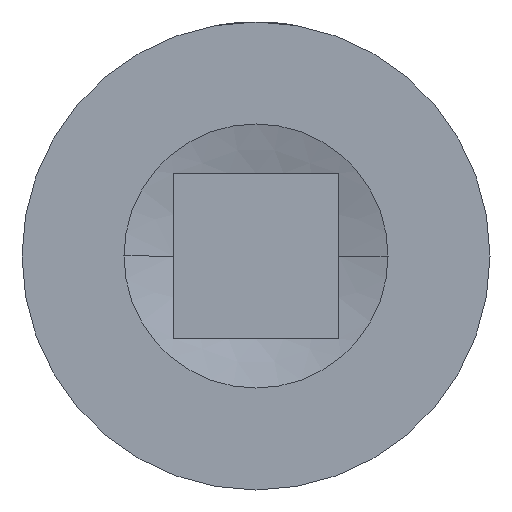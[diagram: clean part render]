
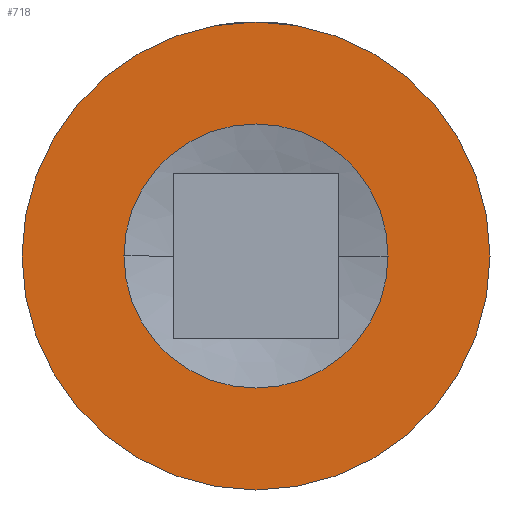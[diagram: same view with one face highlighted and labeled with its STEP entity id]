
A CAD part, front view. The second image highlights one B-rep face of the part: STEP entity #718.
In plain terms, the highlighted planar face has unit normal (0, -1, 0).
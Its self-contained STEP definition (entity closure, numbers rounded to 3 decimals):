
#44 = DIRECTION ( 'NONE',  ( 1., 0., 0. ) ) ;
#71 = CIRCLE ( 'NONE', #1401, 18. ) ;
#82 = VERTEX_POINT ( 'NONE', #490 ) ;
#157 = DIRECTION ( 'NONE',  ( 0., -1., 0. ) ) ;
#166 = PLANE ( 'NONE',  #1057 ) ;
#234 = EDGE_CURVE ( 'NONE', #1571, #82, #1140, .T. ) ;
#290 = FACE_OUTER_BOUND ( 'NONE', #541, .T. ) ;
#303 = DIRECTION ( 'NONE',  ( 0., -1., 0. ) ) ;
#305 = CIRCLE ( 'NONE', #608, 18. ) ;
#381 = VERTEX_POINT ( 'NONE', #1308 ) ;
#404 = DIRECTION ( 'NONE',  ( 1., 0., 0. ) ) ;
#490 = CARTESIAN_POINT ( 'NONE',  ( -10.16, 0., 0. ) ) ;
#541 = EDGE_LOOP ( 'NONE', ( #631, #973 ) ) ;
#547 = CARTESIAN_POINT ( 'NONE',  ( 0., 0., 0. ) ) ;
#553 = CARTESIAN_POINT ( 'NONE',  ( 0., 0., 0. ) ) ;
#608 = AXIS2_PLACEMENT_3D ( 'NONE', #553, #1563, #668 ) ;
#631 = ORIENTED_EDGE ( 'NONE', *, *, #1085, .T. ) ;
#668 = DIRECTION ( 'NONE',  ( 1., 0., 0. ) ) ;
#682 = AXIS2_PLACEMENT_3D ( 'NONE', #693, #303, #1061 ) ;
#689 = EDGE_CURVE ( 'NONE', #381, #1417, #71, .T. ) ;
#693 = CARTESIAN_POINT ( 'NONE',  ( 0., 0., 0. ) ) ;
#718 = ADVANCED_FACE ( 'NONE', ( #290, #1045 ), #166, .T. ) ;
#773 = EDGE_LOOP ( 'NONE', ( #1229, #1593 ) ) ;
#897 = CARTESIAN_POINT ( 'NONE',  ( 18., 0., 0. ) ) ;
#973 = ORIENTED_EDGE ( 'NONE', *, *, #689, .T. ) ;
#1036 = EDGE_CURVE ( 'NONE', #82, #1571, #1422, .T. ) ;
#1045 = FACE_BOUND ( 'NONE', #773, .T. ) ;
#1057 = AXIS2_PLACEMENT_3D ( 'NONE', #1566, #157, #1421 ) ;
#1061 = DIRECTION ( 'NONE',  ( 1., 0., 0. ) ) ;
#1085 = EDGE_CURVE ( 'NONE', #1417, #381, #305, .T. ) ;
#1140 = CIRCLE ( 'NONE', #1425, 10.16 ) ;
#1204 = CARTESIAN_POINT ( 'NONE',  ( 10.16, 0., 0. ) ) ;
#1229 = ORIENTED_EDGE ( 'NONE', *, *, #234, .F. ) ;
#1308 = CARTESIAN_POINT ( 'NONE',  ( -18., 0., 0. ) ) ;
#1316 = DIRECTION ( 'NONE',  ( 0., -1., 0. ) ) ;
#1401 = AXIS2_PLACEMENT_3D ( 'NONE', #547, #1316, #44 ) ;
#1405 = CARTESIAN_POINT ( 'NONE',  ( 0., 0., 0. ) ) ;
#1417 = VERTEX_POINT ( 'NONE', #897 ) ;
#1421 = DIRECTION ( 'NONE',  ( 1., 0., 0. ) ) ;
#1422 = CIRCLE ( 'NONE', #682, 10.16 ) ;
#1425 = AXIS2_PLACEMENT_3D ( 'NONE', #1405, #1528, #404 ) ;
#1528 = DIRECTION ( 'NONE',  ( 0., -1., 0. ) ) ;
#1563 = DIRECTION ( 'NONE',  ( 0., -1., 0. ) ) ;
#1566 = CARTESIAN_POINT ( 'NONE',  ( 10.16, 0., 0. ) ) ;
#1571 = VERTEX_POINT ( 'NONE', #1204 ) ;
#1593 = ORIENTED_EDGE ( 'NONE', *, *, #1036, .F. ) ;
